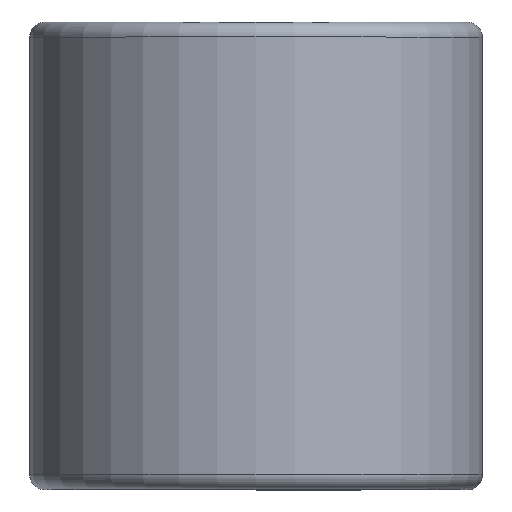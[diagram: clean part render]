
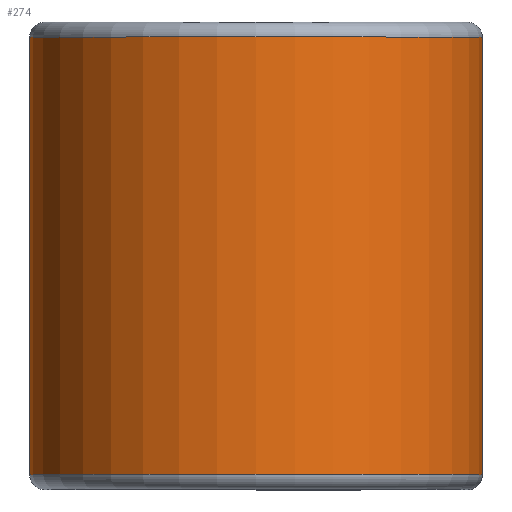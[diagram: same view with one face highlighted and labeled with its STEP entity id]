
A CAD part, top view. The second image highlights one B-rep face of the part: STEP entity #274.
In plain terms, the highlighted cylindrical face has radius 11.532 mm (diameter 23.063 mm), a partial arc.
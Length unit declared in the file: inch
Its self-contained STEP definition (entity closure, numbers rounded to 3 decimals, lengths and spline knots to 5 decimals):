
#6 = CARTESIAN_POINT ( 'NONE',  ( 0., 0.43875, 0. ) ) ;
#18 = EDGE_CURVE ( 'NONE', #527, #139, #2007, .T. ) ;
#94 = AXIS2_PLACEMENT_3D ( 'NONE', #6, #1331, #229 ) ;
#133 = DIRECTION ( 'NONE',  ( 0., 1., 0. ) ) ;
#139 = VERTEX_POINT ( 'NONE', #1867 ) ;
#142 = FACE_OUTER_BOUND ( 'NONE', #2424, .T. ) ;
#154 = CIRCLE ( 'NONE', #94, 0.454 ) ;
#197 = CARTESIAN_POINT ( 'NONE',  ( 0., -0.43875, 0. ) ) ;
#226 = ORIENTED_EDGE ( 'NONE', *, *, #1582, .F. ) ;
#229 = DIRECTION ( 'NONE',  ( 0., 0., -1. ) ) ;
#274 = ADVANCED_FACE ( 'NONE', ( #142 ), #296, .T. ) ;
#296 = CYLINDRICAL_SURFACE ( 'NONE', #655, 0.454 ) ;
#431 = DIRECTION ( 'NONE',  ( 0., 0., -1. ) ) ;
#505 = VERTEX_POINT ( 'NONE', #1142 ) ;
#523 = VERTEX_POINT ( 'NONE', #649 ) ;
#527 = VERTEX_POINT ( 'NONE', #1026 ) ;
#540 = CARTESIAN_POINT ( 'NONE',  ( 0., 0.43875, -0.454 ) ) ;
#583 = AXIS2_PLACEMENT_3D ( 'NONE', #197, #1452, #431 ) ;
#643 = ORIENTED_EDGE ( 'NONE', *, *, #2294, .T. ) ;
#649 = CARTESIAN_POINT ( 'NONE',  ( 0.454, 0.43875, 0. ) ) ;
#655 = AXIS2_PLACEMENT_3D ( 'NONE', #1709, #1221, #1853 ) ;
#686 = DIRECTION ( 'NONE',  ( 0., 1., 0. ) ) ;
#729 = VECTOR ( 'NONE', #133, 39.37008 ) ;
#1026 = CARTESIAN_POINT ( 'NONE',  ( 0., -0.43875, -0.454 ) ) ;
#1064 = EDGE_CURVE ( 'NONE', #523, #139, #154, .T. ) ;
#1142 = CARTESIAN_POINT ( 'NONE',  ( 0.454, -0.43875, 0. ) ) ;
#1221 = DIRECTION ( 'NONE',  ( 0., -1., 0. ) ) ;
#1253 = CARTESIAN_POINT ( 'NONE',  ( 0.454, 0.43875, 0. ) ) ;
#1331 = DIRECTION ( 'NONE',  ( 0., -1., 0. ) ) ;
#1452 = DIRECTION ( 'NONE',  ( 0., -1., 0. ) ) ;
#1509 = ORIENTED_EDGE ( 'NONE', *, *, #1064, .T. ) ;
#1582 = EDGE_CURVE ( 'NONE', #505, #527, #1747, .T. ) ;
#1709 = CARTESIAN_POINT ( 'NONE',  ( 0., 0.4375, 0. ) ) ;
#1747 = CIRCLE ( 'NONE', #583, 0.454 ) ;
#1853 = DIRECTION ( 'NONE',  ( 0., 0., -1. ) ) ;
#1867 = CARTESIAN_POINT ( 'NONE',  ( 0., 0.43875, -0.454 ) ) ;
#1997 = VECTOR ( 'NONE', #686, 39.37008 ) ;
#2007 = LINE ( 'NONE', #540, #1997 ) ;
#2090 = LINE ( 'NONE', #1253, #729 ) ;
#2294 = EDGE_CURVE ( 'NONE', #505, #523, #2090, .T. ) ;
#2398 = ORIENTED_EDGE ( 'NONE', *, *, #18, .F. ) ;
#2424 = EDGE_LOOP ( 'NONE', ( #643, #1509, #2398, #226 ) ) ;
